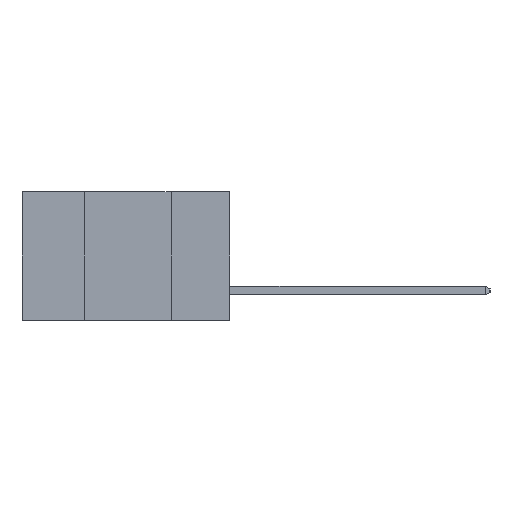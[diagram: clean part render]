
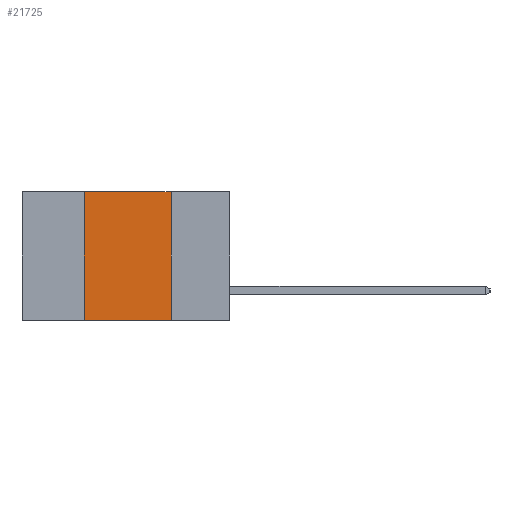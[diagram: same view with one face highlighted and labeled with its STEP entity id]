
A CAD part, left-side view. The second image highlights one B-rep face of the part: STEP entity #21725.
In plain terms, the highlighted planar face has unit normal (-1, 0, 0).
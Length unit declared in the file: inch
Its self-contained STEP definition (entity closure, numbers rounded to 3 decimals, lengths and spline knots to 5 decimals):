
#1006 = VECTOR ( 'NONE', #8273, 39.37008 ) ;
#1358 = ORIENTED_EDGE ( 'NONE', *, *, #1845, .F. ) ;
#1845 = EDGE_CURVE ( 'NONE', #14703, #2686, #9519, .T. ) ;
#2686 = VERTEX_POINT ( 'NONE', #14776 ) ;
#2827 = ORIENTED_EDGE ( 'NONE', *, *, #12121, .F. ) ;
#3264 = CARTESIAN_POINT ( 'NONE',  ( 0., 0.17, 0. ) ) ;
#3502 = CARTESIAN_POINT ( 'NONE',  ( 0., 0.6, 0. ) ) ;
#3889 = VERTEX_POINT ( 'NONE', #12270 ) ;
#3915 = EDGE_LOOP ( 'NONE', ( #1358, #2827, #20741, #19938 ) ) ;
#4243 = CARTESIAN_POINT ( 'NONE',  ( 0., 0.6, -0.37 ) ) ;
#5936 = VECTOR ( 'NONE', #14394, 39.37008 ) ;
#6781 = DIRECTION ( 'NONE',  ( 0., 0., -1. ) ) ;
#8273 = DIRECTION ( 'NONE',  ( 0., -1., 0. ) ) ;
#9519 = LINE ( 'NONE', #3264, #21667 ) ;
#9703 = VERTEX_POINT ( 'NONE', #13558 ) ;
#9959 = CARTESIAN_POINT ( 'NONE',  ( 0., 0.17, 0. ) ) ;
#10007 = CARTESIAN_POINT ( 'NONE',  ( 0., 0.6, 0. ) ) ;
#10280 = LINE ( 'NONE', #10007, #1006 ) ;
#10283 = FACE_OUTER_BOUND ( 'NONE', #3915, .T. ) ;
#10509 = DIRECTION ( 'NONE',  ( 0., 0., -1. ) ) ;
#12121 = EDGE_CURVE ( 'NONE', #9703, #14703, #10280, .T. ) ;
#12270 = CARTESIAN_POINT ( 'NONE',  ( 0., 0.42, -0.37 ) ) ;
#13558 = CARTESIAN_POINT ( 'NONE',  ( 0., 0.42, 0. ) ) ;
#14394 = DIRECTION ( 'NONE',  ( 0., 0., 1. ) ) ;
#14703 = VERTEX_POINT ( 'NONE', #9959 ) ;
#14776 = CARTESIAN_POINT ( 'NONE',  ( 0., 0.17, -0.37 ) ) ;
#15002 = LINE ( 'NONE', #15985, #5936 ) ;
#15586 = VECTOR ( 'NONE', #16142, 39.37008 ) ;
#15985 = CARTESIAN_POINT ( 'NONE',  ( 0., 0.42, 0. ) ) ;
#16142 = DIRECTION ( 'NONE',  ( 0., -1., 0. ) ) ;
#18118 = AXIS2_PLACEMENT_3D ( 'NONE', #3502, #20427, #10509 ) ;
#18253 = EDGE_CURVE ( 'NONE', #3889, #9703, #15002, .T. ) ;
#18779 = PLANE ( 'NONE',  #18118 ) ;
#19245 = EDGE_CURVE ( 'NONE', #3889, #2686, #19453, .T. ) ;
#19453 = LINE ( 'NONE', #4243, #15586 ) ;
#19938 = ORIENTED_EDGE ( 'NONE', *, *, #19245, .T. ) ;
#20427 = DIRECTION ( 'NONE',  ( 1., 0., 0. ) ) ;
#20741 = ORIENTED_EDGE ( 'NONE', *, *, #18253, .F. ) ;
#21667 = VECTOR ( 'NONE', #6781, 39.37008 ) ;
#21725 = ADVANCED_FACE ( 'NONE', ( #10283 ), #18779, .F. ) ;
